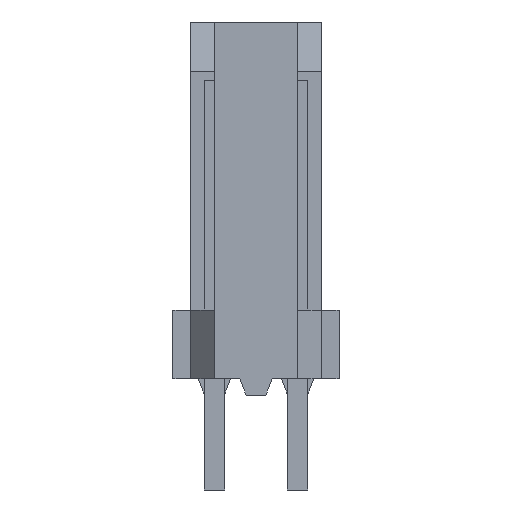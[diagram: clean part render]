
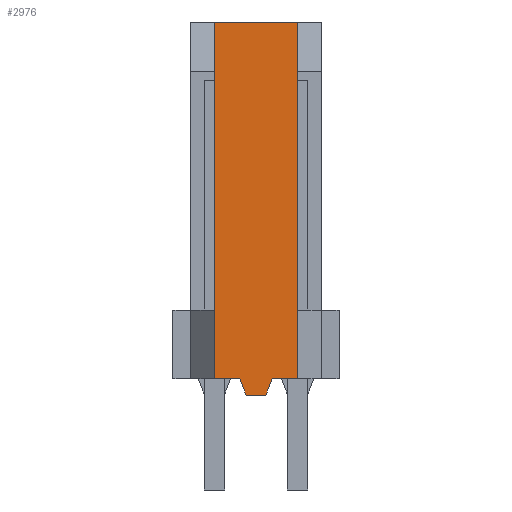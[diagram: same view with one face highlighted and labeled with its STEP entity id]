
A CAD part, front view. The second image highlights one B-rep face of the part: STEP entity #2976.
In plain terms, the highlighted planar face has unit normal (0, -1, 0).
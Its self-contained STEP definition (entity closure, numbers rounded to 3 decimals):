
#763=DIRECTION('',(0.371,0.,-0.928));
#764=VECTOR('',#763,0.539);
#765=CARTESIAN_POINT('',(-0.5,-2.5,-10.9));
#766=LINE('',#765,#764);
#767=DIRECTION('',(1.,0.,0.));
#768=VECTOR('',#767,0.77);
#769=CARTESIAN_POINT('',(-1.27,-2.5,-10.9));
#770=LINE('',#769,#768);
#771=DIRECTION('',(1.,0.,0.));
#772=VECTOR('',#771,0.77);
#773=CARTESIAN_POINT('',(0.5,-2.5,-10.9));
#774=LINE('',#773,#772);
#775=DIRECTION('',(0.371,0.,0.928));
#776=VECTOR('',#775,0.539);
#777=CARTESIAN_POINT('',(0.3,-2.5,-11.4));
#778=LINE('',#777,#776);
#779=DIRECTION('',(-1.,0.,0.));
#780=VECTOR('',#779,0.6);
#781=CARTESIAN_POINT('',(0.3,-2.5,-11.4));
#782=LINE('',#781,#780);
#803=DIRECTION('',(0.,0.,-1.));
#804=VECTOR('',#803,10.9);
#805=CARTESIAN_POINT('',(-1.27,-2.5,0.));
#806=LINE('',#805,#804);
#875=DIRECTION('',(0.,0.,1.));
#876=VECTOR('',#875,10.9);
#877=CARTESIAN_POINT('',(1.27,-2.5,-10.9));
#878=LINE('',#877,#876);
#891=DIRECTION('',(-1.,0.,0.));
#892=VECTOR('',#891,2.54);
#893=CARTESIAN_POINT('',(1.27,-2.5,0.));
#894=LINE('',#893,#892);
#1661=CARTESIAN_POINT('',(1.27,-2.5,0.));
#1663=VERTEX_POINT('',#1661);
#1665=CARTESIAN_POINT('',(-1.27,-2.5,0.));
#1667=VERTEX_POINT('',#1665);
#2145=CARTESIAN_POINT('',(-1.27,-2.5,-10.9));
#2146=CARTESIAN_POINT('',(-0.5,-2.5,-10.9));
#2147=VERTEX_POINT('',#2145);
#2148=VERTEX_POINT('',#2146);
#2149=CARTESIAN_POINT('',(-0.3,-2.5,-11.4));
#2150=VERTEX_POINT('',#2149);
#2157=CARTESIAN_POINT('',(0.3,-2.5,-11.4));
#2158=VERTEX_POINT('',#2157);
#2161=CARTESIAN_POINT('',(1.27,-2.5,-10.9));
#2162=VERTEX_POINT('',#2161);
#2163=CARTESIAN_POINT('',(0.5,-2.5,-10.9));
#2164=VERTEX_POINT('',#2163);
#2956=CARTESIAN_POINT('',(2.54,-2.5,-10.9));
#2957=DIRECTION('',(0.,-1.,0.));
#2958=DIRECTION('',(0.,0.,1.));
#2959=AXIS2_PLACEMENT_3D('',#2956,#2957,#2958);
#2960=PLANE('',#2959);
#2962=ORIENTED_EDGE('',*,*,#2961,.T.);
#2964=ORIENTED_EDGE('',*,*,#2963,.F.);
#2965=ORIENTED_EDGE('',*,*,#2628,.F.);
#2967=ORIENTED_EDGE('',*,*,#2966,.F.);
#2969=ORIENTED_EDGE('',*,*,#2968,.F.);
#2971=ORIENTED_EDGE('',*,*,#2970,.F.);
#2972=ORIENTED_EDGE('',*,*,#2588,.F.);
#2973=ORIENTED_EDGE('',*,*,#2947,.F.);
#2974=EDGE_LOOP('',(#2962,#2964,#2965,#2967,#2969,#2971,#2972,#2973));
#2975=FACE_OUTER_BOUND('',#2974,.F.);
#2588=EDGE_CURVE('',#2164,#2162,#774,.T.);
#2628=EDGE_CURVE('',#2147,#2148,#770,.T.);
#2947=EDGE_CURVE('',#2158,#2164,#778,.T.);
#2961=EDGE_CURVE('',#2158,#2150,#782,.T.);
#2963=EDGE_CURVE('',#2148,#2150,#766,.T.);
#2966=EDGE_CURVE('',#1667,#2147,#806,.T.);
#2968=EDGE_CURVE('',#1663,#1667,#894,.T.);
#2970=EDGE_CURVE('',#2162,#1663,#878,.T.);
#2976=ADVANCED_FACE('',(#2975),#2960,.T.);
